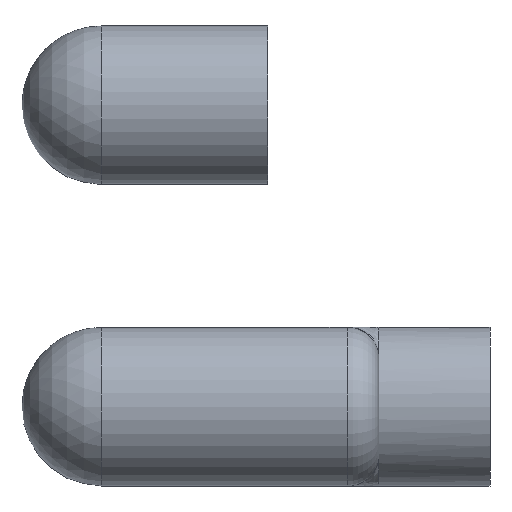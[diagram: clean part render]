
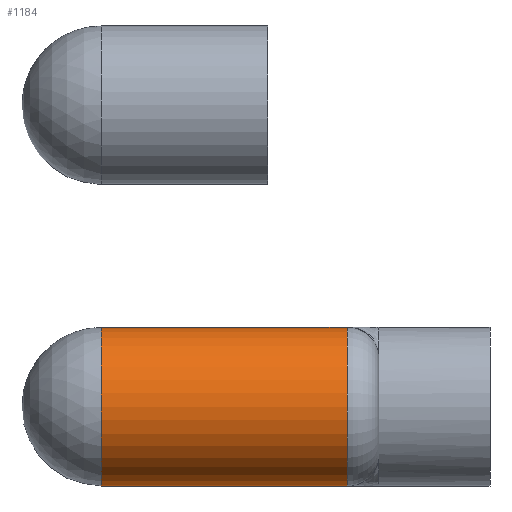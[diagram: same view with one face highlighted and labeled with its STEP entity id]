
A CAD part, left-side view. The second image highlights one B-rep face of the part: STEP entity #1184.
In plain terms, the highlighted cylindrical face has radius 5 mm (diameter 10 mm), a full revolution.
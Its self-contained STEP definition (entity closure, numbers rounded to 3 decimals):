
#44=CIRCLE('',#1262,5.);
#55=CIRCLE('',#1277,5.);
#56=CIRCLE('',#1278,5.);
#57=CIRCLE('',#1280,5.);
#58=CIRCLE('',#1281,5.);
#80=B_SPLINE_CURVE_WITH_KNOTS('',3,(#1644,#1645,#1646,#1647,#1648,#1649),
 .UNSPECIFIED.,.F.,.F.,(4,2,4),(0.,0.164,0.327),
 .UNSPECIFIED.);
#85=B_SPLINE_CURVE_WITH_KNOTS('',3,(#1706,#1707,#1708,#1709,#1710,#1711),
 .UNSPECIFIED.,.F.,.F.,(4,2,4),(0.698,0.862,1.025),
 .UNSPECIFIED.);
#165=CYLINDRICAL_SURFACE('',#1279,5.);
#212=FACE_OUTER_BOUND('',#271,.T.);
#271=EDGE_LOOP('',(#874,#875,#876,#877,#878,#879,#880,#881,#882,#883,#884));
#329=LINE('',#1662,#393);
#338=LINE('',#1738,#402);
#344=LINE('',#1997,#408);
#393=VECTOR('',#1375,10.);
#402=VECTOR('',#1388,10.);
#408=VECTOR('',#1468,5.);
#449=VERTEX_POINT('',#1642);
#450=VERTEX_POINT('',#1643);
#453=VERTEX_POINT('',#1661);
#460=VERTEX_POINT('',#1703);
#461=VERTEX_POINT('',#1705);
#466=VERTEX_POINT('',#1736);
#480=VERTEX_POINT('',#1989);
#481=VERTEX_POINT('',#1993);
#482=VERTEX_POINT('',#1994);
#591=EDGE_CURVE('',#449,#450,#80,.F.);
#595=EDGE_CURVE('',#453,#450,#329,.T.);
#603=EDGE_CURVE('',#460,#461,#85,.F.);
#610=EDGE_CURVE('',#466,#460,#338,.T.);
#626=EDGE_CURVE('',#453,#466,#44,.T.);
#639=EDGE_CURVE('',#480,#461,#55,.T.);
#640=EDGE_CURVE('',#449,#480,#56,.T.);
#641=EDGE_CURVE('',#481,#482,#57,.T.);
#642=EDGE_CURVE('',#482,#481,#58,.T.);
#643=EDGE_CURVE('',#482,#480,#344,.T.);
#874=ORIENTED_EDGE('',*,*,#641,.F.);
#875=ORIENTED_EDGE('',*,*,#642,.F.);
#876=ORIENTED_EDGE('',*,*,#643,.T.);
#877=ORIENTED_EDGE('',*,*,#639,.T.);
#878=ORIENTED_EDGE('',*,*,#603,.F.);
#879=ORIENTED_EDGE('',*,*,#610,.F.);
#880=ORIENTED_EDGE('',*,*,#626,.F.);
#881=ORIENTED_EDGE('',*,*,#595,.T.);
#882=ORIENTED_EDGE('',*,*,#591,.F.);
#883=ORIENTED_EDGE('',*,*,#640,.T.);
#884=ORIENTED_EDGE('',*,*,#643,.F.);
#1184=ADVANCED_FACE('',(#212),#165,.T.);
#1262=AXIS2_PLACEMENT_3D('',#1867,#1426,#1427);
#1277=AXIS2_PLACEMENT_3D('',#1990,#1458,#1459);
#1278=AXIS2_PLACEMENT_3D('',#1991,#1460,#1461);
#1279=AXIS2_PLACEMENT_3D('',#1992,#1462,#1463);
#1280=AXIS2_PLACEMENT_3D('',#1995,#1464,#1465);
#1281=AXIS2_PLACEMENT_3D('',#1996,#1466,#1467);
#1375=DIRECTION('',(0.,1.,0.));
#1388=DIRECTION('',(0.,1.,0.));
#1426=DIRECTION('center_axis',(0.,-1.,0.));
#1427=DIRECTION('ref_axis',(-1.,0.,0.));
#1458=DIRECTION('center_axis',(0.,1.,0.));
#1459=DIRECTION('ref_axis',(-1.,0.,0.));
#1460=DIRECTION('center_axis',(0.,1.,0.));
#1461=DIRECTION('ref_axis',(-1.,0.,0.));
#1462=DIRECTION('center_axis',(0.,1.,0.));
#1463=DIRECTION('ref_axis',(-1.,0.,0.));
#1464=DIRECTION('center_axis',(0.,1.,0.));
#1465=DIRECTION('ref_axis',(-1.,0.,0.));
#1466=DIRECTION('center_axis',(0.,1.,0.));
#1467=DIRECTION('ref_axis',(-1.,0.,0.));
#1468=DIRECTION('',(0.,-1.,0.));
#1642=CARTESIAN_POINT('',(20.5,8.,4.));
#1643=CARTESIAN_POINT('',(17.5,7.,5.));
#1644=CARTESIAN_POINT('Ctrl Pts',(17.5,7.,5.));
#1645=CARTESIAN_POINT('Ctrl Pts',(17.998,7.223,5.));
#1646=CARTESIAN_POINT('Ctrl Pts',(18.535,7.465,4.922));
#1647=CARTESIAN_POINT('Ctrl Pts',(19.569,7.851,4.584));
#1648=CARTESIAN_POINT('Ctrl Pts',(20.064,8.,4.327));
#1649=CARTESIAN_POINT('Ctrl Pts',(20.5,8.,4.));
#1661=CARTESIAN_POINT('',(17.5,4.,5.));
#1662=CARTESIAN_POINT('',(17.5,2.,5.));
#1703=CARTESIAN_POINT('',(17.5,7.,-5.));
#1705=CARTESIAN_POINT('',(20.5,8.,-4.));
#1706=CARTESIAN_POINT('Ctrl Pts',(20.5,8.,-4.));
#1707=CARTESIAN_POINT('Ctrl Pts',(20.064,8.,-4.327));
#1708=CARTESIAN_POINT('Ctrl Pts',(19.569,7.851,-4.584));
#1709=CARTESIAN_POINT('Ctrl Pts',(18.535,7.465,-4.922));
#1710=CARTESIAN_POINT('Ctrl Pts',(17.998,7.223,-5.));
#1711=CARTESIAN_POINT('Ctrl Pts',(17.5,7.,-5.));
#1736=CARTESIAN_POINT('',(17.5,4.,-5.));
#1738=CARTESIAN_POINT('',(17.5,2.,-5.));
#1867=CARTESIAN_POINT('Origin',(17.5,4.,0.));
#1989=CARTESIAN_POINT('',(22.5,8.,0.));
#1990=CARTESIAN_POINT('Origin',(17.5,8.,0.));
#1991=CARTESIAN_POINT('Origin',(17.5,8.,0.));
#1992=CARTESIAN_POINT('Origin',(17.5,2.,0.));
#1993=CARTESIAN_POINT('',(17.5,19.5,5.));
#1994=CARTESIAN_POINT('',(22.5,19.5,0.));
#1995=CARTESIAN_POINT('Origin',(17.5,19.5,0.));
#1996=CARTESIAN_POINT('Origin',(17.5,19.5,0.));
#1997=CARTESIAN_POINT('',(22.5,2.,0.));
